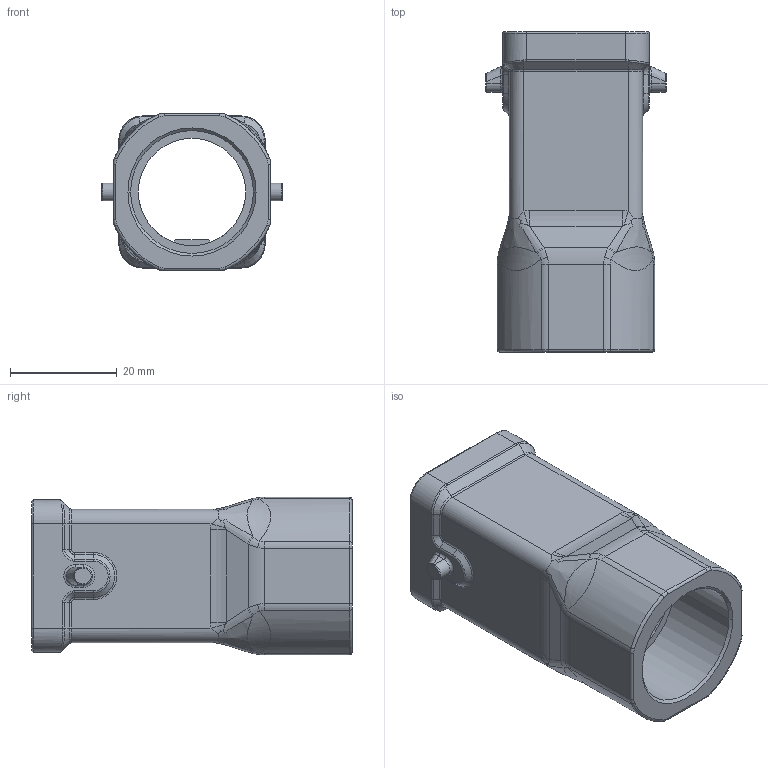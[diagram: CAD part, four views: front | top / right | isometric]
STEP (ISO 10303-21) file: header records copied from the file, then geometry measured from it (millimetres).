
FILE_DESCRIPTION(/* description */ (''),/* implementation_level */ '2;1');
FILE_NAME(/* name */ 'H3A-TE-2B-M25.stp',/* time_stamp */ '2022-10-20T18:00:50+08:00',/* author */ (''),/* organization */ (''),/* preprocessor_version */ 'ST-DEVELOPER v16',/* originating_system */ 'SIEMENS PLM Software NX 10.0',/* authorisation */ '');
FILE_SCHEMA (('AP203_CONFIGURATION_CONTROLLED_3D_DESIGN_OF_MECHANICAL_PARTS_AND_ASSEMBLIES_MIM_LF { 1 0 10303 403 2 1 2}'));
Length unit declared in the file: millimetre
Products named in the file (1): Admi62B47F301pmu
Bounding box: 33.8 x 60 x 29.5 mm (x, y, z)
Volume: 14646.9 mm3; surface area: 11596.2 mm2
Topology: 1 solids, 1 shells, 269 faces, 639 edges, 376 vertices
Faces by surface type: cylinder 83, bspline 73, plane 63, torus 36, cone 14
Entity records: 12239 total; most frequent: CARTESIAN_POINT 6507, ORIENTED_EDGE 1278, DIRECTION 1050, EDGE_CURVE 639, AXIS2_PLACEMENT_3D 414, VERTEX_POINT 376, EDGE_LOOP 277, ADVANCED_FACE 269
